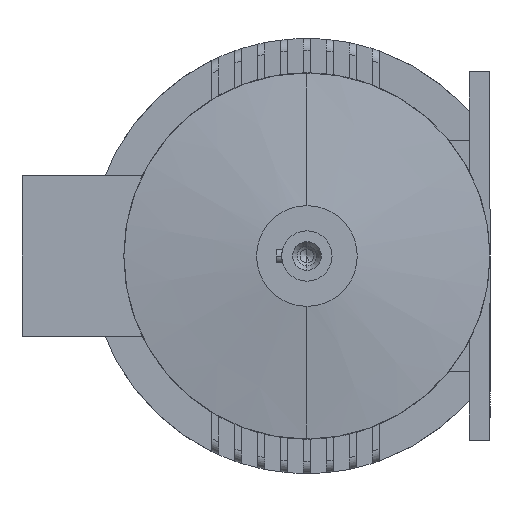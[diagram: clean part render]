
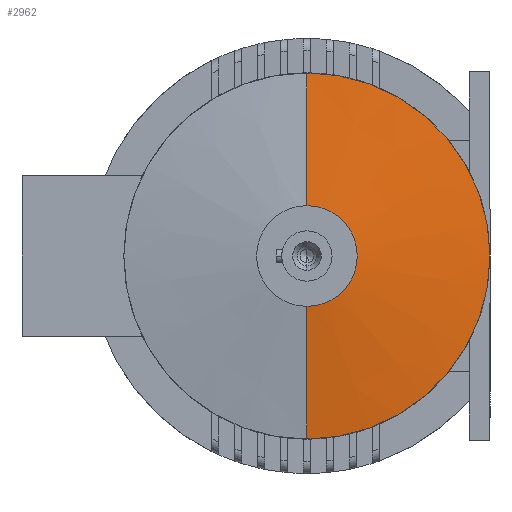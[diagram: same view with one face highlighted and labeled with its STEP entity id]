
A CAD part, left-side view. The second image highlights one B-rep face of the part: STEP entity #2962.
In plain terms, the highlighted conical face has half-angle 82.506 degrees and reference radius 80 mm.
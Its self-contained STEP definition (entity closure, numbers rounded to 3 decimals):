
#38 = VECTOR ( 'NONE', #5455, 1000. ) ;
#41 = LINE ( 'NONE', #4261, #38 ) ;
#45 = LINE ( 'NONE', #5438, #46 ) ;
#46 = VECTOR ( 'NONE', #5437, 1000. ) ;
#1511 = DIRECTION ( 'NONE',  ( 0., 0., 1. ) ) ;
#1512 = DIRECTION ( 'NONE',  ( -1., 0., 0. ) ) ;
#1521 = CARTESIAN_POINT ( 'NONE',  ( 66.7, 0., 0. ) ) ;
#1522 = DIRECTION ( 'NONE',  ( 0., 0., 1. ) ) ;
#1523 = DIRECTION ( 'NONE',  ( -1., 0., 0. ) ) ;
#1532 = CARTESIAN_POINT ( 'NONE',  ( 74.33, 0., 0. ) ) ;
#1685 = ORIENTED_EDGE ( 'NONE', *, *, #2552, .T. ) ;
#1686 = ORIENTED_EDGE ( 'NONE', *, *, #2157, .T. ) ;
#1687 = ORIENTED_EDGE ( 'NONE', *, *, #2555, .F. ) ;
#1688 = ORIENTED_EDGE ( 'NONE', *, *, #2152, .F. ) ;
#2152 = EDGE_CURVE ( 'NONE', #3487, #5010, #41, .T. ) ;
#2157 = EDGE_CURVE ( 'NONE', #5056, #5019, #45, .T. ) ;
#2552 = EDGE_CURVE ( 'NONE', #5019, #5010, #3667, .T. ) ;
#2555 = EDGE_CURVE ( 'NONE', #5056, #3487, #3671, .T. ) ;
#2962 = ADVANCED_FACE ( 'NONE', ( #4064 ), #4072, .T. ) ;
#3156 = AXIS2_PLACEMENT_3D ( 'NONE', #6116, #6112, #6113 ) ;
#3487 = VERTEX_POINT ( 'NONE', #5966 ) ;
#3667 = CIRCLE ( 'NONE', #6296, 80. ) ;
#3671 = CIRCLE ( 'NONE', #6292, 22. ) ;
#4064 = FACE_OUTER_BOUND ( 'NONE', #6176, .T. ) ;
#4072 = CONICAL_SURFACE ( 'NONE', #3156, 80., 1.44 ) ;
#4261 = CARTESIAN_POINT ( 'NONE',  ( 74.33, 0., 80. ) ) ;
#5010 = VERTEX_POINT ( 'NONE', #5794 ) ;
#5019 = VERTEX_POINT ( 'NONE', #5789 ) ;
#5056 = VERTEX_POINT ( 'NONE', #5769 ) ;
#5437 = DIRECTION ( 'NONE',  ( 0.13, 0., -0.991 ) ) ;
#5438 = CARTESIAN_POINT ( 'NONE',  ( 74.33, 0., -80. ) ) ;
#5455 = DIRECTION ( 'NONE',  ( 0.13, 0., 0.991 ) ) ;
#5769 = CARTESIAN_POINT ( 'NONE',  ( 66.7, 0., -22. ) ) ;
#5789 = CARTESIAN_POINT ( 'NONE',  ( 74.33, 0., -80. ) ) ;
#5794 = CARTESIAN_POINT ( 'NONE',  ( 74.33, 0., 80. ) ) ;
#5966 = CARTESIAN_POINT ( 'NONE',  ( 66.7, 0., 22. ) ) ;
#6112 = DIRECTION ( 'NONE',  ( 1., 0., 0. ) ) ;
#6113 = DIRECTION ( 'NONE',  ( 0., 0., -1. ) ) ;
#6116 = CARTESIAN_POINT ( 'NONE',  ( 74.33, 0., 0. ) ) ;
#6176 = EDGE_LOOP ( 'NONE', ( #1688, #1687, #1686, #1685 ) ) ;
#6292 = AXIS2_PLACEMENT_3D ( 'NONE', #1521, #1512, #1511 ) ;
#6296 = AXIS2_PLACEMENT_3D ( 'NONE', #1532, #1523, #1522 ) ;
